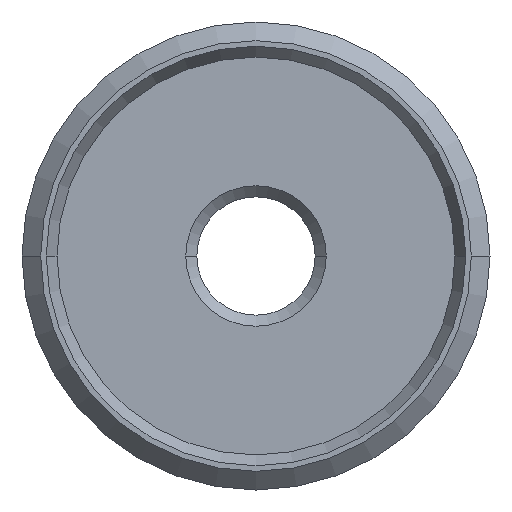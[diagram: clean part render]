
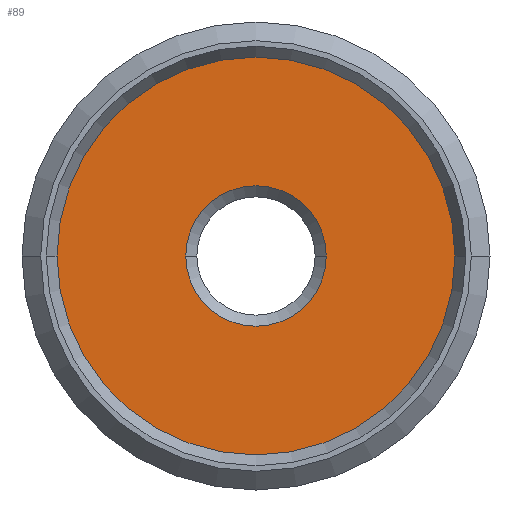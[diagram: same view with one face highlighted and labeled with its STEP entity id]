
A CAD part, left-side view. The second image highlights one B-rep face of the part: STEP entity #89.
In plain terms, the highlighted planar face has unit normal (-1, 0, 0).
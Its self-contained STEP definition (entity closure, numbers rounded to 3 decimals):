
#89 = ADVANCED_FACE( '', ( #130, #131 ), #132, .F. );
#130 = FACE_OUTER_BOUND( '', #186, .T. );
#131 = FACE_BOUND( '', #187, .T. );
#132 = PLANE( '', #188 );
#186 = EDGE_LOOP( '', ( #314, #315 ) );
#187 = EDGE_LOOP( '', ( #316, #317 ) );
#188 = AXIS2_PLACEMENT_3D( '', #318, #319, #320 );
#314 = ORIENTED_EDGE( '', *, *, #430, .T. );
#315 = ORIENTED_EDGE( '', *, *, #445, .T. );
#316 = ORIENTED_EDGE( '', *, *, #432, .F. );
#317 = ORIENTED_EDGE( '', *, *, #444, .F. );
#318 = CARTESIAN_POINT( '', ( 10., 11.5, 0. ) );
#319 = DIRECTION( '', ( 1., 0., 0. ) );
#320 = DIRECTION( '', ( 0., -1., 0. ) );
#430 = EDGE_CURVE( '', #505, #507, #509, .T. );
#432 = EDGE_CURVE( '', #510, #513, #514, .T. );
#444 = EDGE_CURVE( '', #513, #510, #531, .T. );
#445 = EDGE_CURVE( '', #507, #505, #532, .T. );
#505 = VERTEX_POINT( '', #605 );
#507 = VERTEX_POINT( '', #608 );
#509 = CIRCLE( '', #611, 17. );
#510 = VERTEX_POINT( '', #612 );
#513 = VERTEX_POINT( '', #616 );
#514 = CIRCLE( '', #617, 6. );
#531 = CIRCLE( '', #639, 6. );
#532 = CIRCLE( '', #640, 17. );
#605 = CARTESIAN_POINT( '', ( 10., 17., 0. ) );
#608 = CARTESIAN_POINT( '', ( 10., -17., 0. ) );
#611 = AXIS2_PLACEMENT_3D( '', #709, #710, #711 );
#612 = CARTESIAN_POINT( '', ( 10., 6., 0. ) );
#616 = CARTESIAN_POINT( '', ( 10., -6., 0. ) );
#617 = AXIS2_PLACEMENT_3D( '', #713, #714, #715 );
#639 = AXIS2_PLACEMENT_3D( '', #739, #740, #741 );
#640 = AXIS2_PLACEMENT_3D( '', #742, #743, #744 );
#709 = CARTESIAN_POINT( '', ( 10., 0., 0. ) );
#710 = DIRECTION( '', ( -1., 0., 0. ) );
#711 = DIRECTION( '', ( 0., 1., 0. ) );
#713 = CARTESIAN_POINT( '', ( 10., 0., 0. ) );
#714 = DIRECTION( '', ( -1., 0., 0. ) );
#715 = DIRECTION( '', ( 0., 1., 0. ) );
#739 = CARTESIAN_POINT( '', ( 10., 0., 0. ) );
#740 = DIRECTION( '', ( -1., 0., 0. ) );
#741 = DIRECTION( '', ( 0., 1., 0. ) );
#742 = CARTESIAN_POINT( '', ( 10., 0., 0. ) );
#743 = DIRECTION( '', ( -1., 0., 0. ) );
#744 = DIRECTION( '', ( 0., 1., 0. ) );
